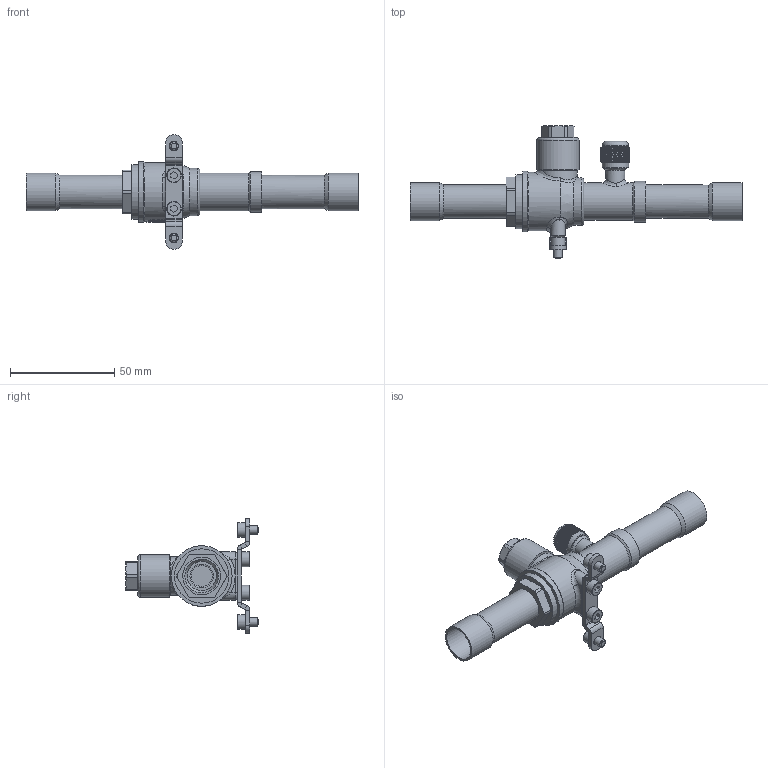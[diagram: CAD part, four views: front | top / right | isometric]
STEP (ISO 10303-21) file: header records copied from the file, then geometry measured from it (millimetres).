
FILE_DESCRIPTION(/* description */ (''),/* implementation_level */ '2;1');
FILE_NAME(/* name */ '009L7053R.stp',/* time_stamp */ '2022-08-07T21:14:40+03:00',/* author */ ('U403152'),/* organization */ (''),/* preprocessor_version */ 'ST-DEVELOPER v18.1',/* originating_system */ 'Autodesk Inventor 2020',/* authorisation */ '');
FILE_SCHEMA (('AUTOMOTIVE_DESIGN { 1 0 10303 214 3 1 1 }'));
Length unit declared in the file: millimetre
Products named in the file (1): Part1
Bounding box: 158.9 x 63.3 x 55 mm (x, y, z)
Volume: 36373.1 mm3; surface area: 22733.9 mm2
Topology: 1 solids, 9 shells, 1920 faces, 5072 edges, 3387 vertices
Faces by surface type: plane 1333, cylinder 401, bspline 134, cone 33, torus 19
Full cylindrical faces by diameter (mm): 3.3 x2, 4 x4, 4.5 x4, 7 x4, 9 x2, 9.8 x1, 11.1 x1, 12.729 x2, 13.529 x1, 14 x2, 15 x1, 16 x2, 16.1 x2, 17.2 x1, 18 x1, 18.1 x2, 19.5 x1, 20.2 x1, 22.8 x1, 26 x1, 28 x1, 29 x1
Entity records: 73112 total; most frequent: CARTESIAN_POINT 22033, DIRECTION 11011, ORIENTED_EDGE 10140, EDGE_CURVE 5070, AXIS2_PLACEMENT_3D 4732, VERTEX_POINT 3387, EDGE_LOOP 2145, FACE_OUTER_BOUND 1920
